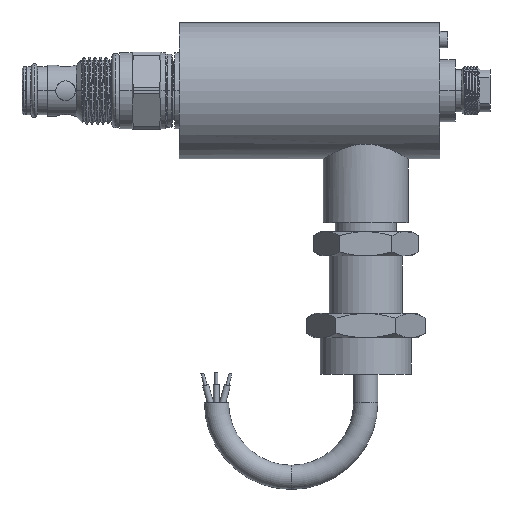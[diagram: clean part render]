
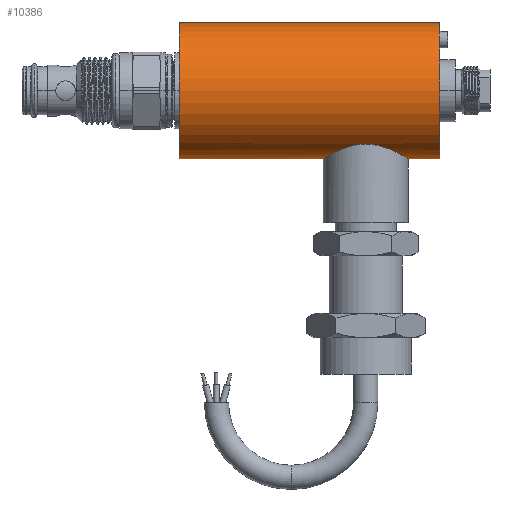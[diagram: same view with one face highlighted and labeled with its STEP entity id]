
A CAD part, front view. The second image highlights one B-rep face of the part: STEP entity #10386.
In plain terms, the highlighted cylindrical face has radius 22.5 mm (diameter 45 mm), a partial arc.
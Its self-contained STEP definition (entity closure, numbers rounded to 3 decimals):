
#59 = EDGE_LOOP ( 'NONE', ( #6867, #8627, #1704, #2042, #1533, #3819 ) ) ;
#223 = DIRECTION ( 'NONE',  ( 0., 0., -1. ) ) ;
#381 = CARTESIAN_POINT ( 'NONE',  ( 112.144, -4.6, -22.042 ) ) ;
#429 = CARTESIAN_POINT ( 'NONE',  ( 88.379, -9.293, -20.503 ) ) ;
#444 = VERTEX_POINT ( 'NONE', #781 ) ;
#473 = CARTESIAN_POINT ( 'NONE',  ( 85.658, -4.603, -22.029 ) ) ;
#548 = CARTESIAN_POINT ( 'NONE',  ( 95.173, -13.506, -17.996 ) ) ;
#622 = DIRECTION ( 'NONE',  ( 0., 0., -1. ) ) ;
#781 = CARTESIAN_POINT ( 'NONE',  ( 37.388, 0., -22.5 ) ) ;
#1025 = VECTOR ( 'NONE', #8030, 1000. ) ;
#1190 = CIRCLE ( 'NONE', #4320, 22.5 ) ;
#1365 = CARTESIAN_POINT ( 'NONE',  ( 97.931, -13.975, -17.634 ) ) ;
#1439 = CARTESIAN_POINT ( 'NONE',  ( 104.746, -12.724, -18.558 ) ) ;
#1477 = CARTESIAN_POINT ( 'NONE',  ( 98.409, -14., -17.614 ) ) ;
#1514 = CARTESIAN_POINT ( 'NONE',  ( 103.477, -13.235, -18.197 ) ) ;
#1533 = ORIENTED_EDGE ( 'NONE', *, *, #6970, .T. ) ;
#1704 = ORIENTED_EDGE ( 'NONE', *, *, #7932, .T. ) ;
#2042 = ORIENTED_EDGE ( 'NONE', *, *, #9509, .T. ) ;
#2200 = FACE_OUTER_BOUND ( 'NONE', #59, .T. ) ;
#2368 = CARTESIAN_POINT ( 'NONE',  ( 86.789, -7.102, -21.365 ) ) ;
#2412 = CARTESIAN_POINT ( 'NONE',  ( 92.602, -12.542, -18.685 ) ) ;
#2441 = CARTESIAN_POINT ( 'NONE',  ( 37.388, 0., 0. ) ) ;
#2475 = DIRECTION ( 'NONE',  ( 0., 0., 1. ) ) ;
#2484 = CARTESIAN_POINT ( 'NONE',  ( 107.452, -11.111, -19.574 ) ) ;
#2503 = LINE ( 'NONE', #5092, #7997 ) ;
#2522 = DIRECTION ( 'NONE',  ( 1., 0., 0. ) ) ;
#2993 = DIRECTION ( 'NONE',  ( 1., 0., 0. ) ) ;
#3271 = CARTESIAN_POINT ( 'NONE',  ( 110.232, -8.218, -20.949 ) ) ;
#3362 = CARTESIAN_POINT ( 'NONE',  ( 84.888, -0.953, -22.5 ) ) ;
#3639 = B_SPLINE_CURVE_WITH_KNOTS ( 'NONE', 3,
 ( #5377, #3362, #10168, #6235, #12136, #473, #7292, #12053, #2368, #12210, #429, #9197, #4313, #9283, #6350, #9161, #2412, #10209, #10085, #548, #8254, #4272, #7329, #1365, #1477, #8211, #11059, #11102, #12097, #1514, #6192, #1439, #7257, #11186, #8333, #2484, #7213, #4354, #5263, #11141, #3271, #9241, #5221, #381, #5308, #8291, #5340, #12176, #6310, #8166 ),
 .UNSPECIFIED., .F., .F.,
 ( 4, 2, 2, 2, 2, 2, 2, 2, 2, 2, 2, 2, 2, 2, 2, 2, 2, 2, 2, 2, 2, 2, 2, 2, 4 ),
 ( 0., 0.003, 0.004, 0.006, 0.008, 0.011, 0.013, 0.014, 0.017, 0.018, 0.02, 0.021, 0.023, 0.025, 0.027, 0.028, 0.03, 0.031, 0.034, 0.035, 0.037, 0.039, 0.042, 0.044, 0.045 ),
 .UNSPECIFIED. ) ;
#3797 = CARTESIAN_POINT ( 'NONE',  ( 123.388, 0., 22.5 ) ) ;
#3819 = ORIENTED_EDGE ( 'NONE', *, *, #5657, .F. ) ;
#4035 = VERTEX_POINT ( 'NONE', #9804 ) ;
#4272 = CARTESIAN_POINT ( 'NONE',  ( 96.534, -13.809, -17.765 ) ) ;
#4313 = CARTESIAN_POINT ( 'NONE',  ( 89.654, -10.532, -19.885 ) ) ;
#4320 = AXIS2_PLACEMENT_3D ( 'NONE', #7456, #2522, #622 ) ;
#4354 = CARTESIAN_POINT ( 'NONE',  ( 109.09, -9.598, -20.353 ) ) ;
#4421 = DIRECTION ( 'NONE',  ( -1., 0., 0. ) ) ;
#5076 = CYLINDRICAL_SURFACE ( 'NONE', #11567, 22.5 ) ;
#5092 = CARTESIAN_POINT ( 'NONE',  ( 37.388, 0., -22.5 ) ) ;
#5221 = CARTESIAN_POINT ( 'NONE',  ( 111.42, -6.311, -21.615 ) ) ;
#5263 = CARTESIAN_POINT ( 'NONE',  ( 109.394, -9.265, -20.507 ) ) ;
#5308 = CARTESIAN_POINT ( 'NONE',  ( 112.418, -3.717, -22.21 ) ) ;
#5340 = CARTESIAN_POINT ( 'NONE',  ( 112.768, -1.891, -22.425 ) ) ;
#5377 = CARTESIAN_POINT ( 'NONE',  ( 84.888, 0., -22.5 ) ) ;
#5657 = EDGE_CURVE ( 'NONE', #11165, #10541, #1190, .T. ) ;
#6027 = CARTESIAN_POINT ( 'NONE',  ( 37.388, 0., 0. ) ) ;
#6192 = CARTESIAN_POINT ( 'NONE',  ( 103.907, -13.077, -18.311 ) ) ;
#6235 = CARTESIAN_POINT ( 'NONE',  ( 85.264, -3.256, -22.268 ) ) ;
#6308 = VECTOR ( 'NONE', #10517, 1000. ) ;
#6310 = CARTESIAN_POINT ( 'NONE',  ( 112.888, -0.473, -22.5 ) ) ;
#6350 = CARTESIAN_POINT ( 'NONE',  ( 90.706, -11.369, -19.419 ) ) ;
#6466 = CIRCLE ( 'NONE', #10325, 22.5 ) ;
#6867 = ORIENTED_EDGE ( 'NONE', *, *, #8851, .F. ) ;
#6970 = EDGE_CURVE ( 'NONE', #9458, #10541, #10161, .T. ) ;
#7213 = CARTESIAN_POINT ( 'NONE',  ( 108.138, -10.547, -19.887 ) ) ;
#7257 = CARTESIAN_POINT ( 'NONE',  ( 105.155, -12.527, -18.692 ) ) ;
#7292 = CARTESIAN_POINT ( 'NONE',  ( 85.818, -5.038, -21.933 ) ) ;
#7329 = CARTESIAN_POINT ( 'NONE',  ( 96.996, -13.879, -17.709 ) ) ;
#7456 = CARTESIAN_POINT ( 'NONE',  ( 123.388, 0., 0. ) ) ;
#7696 = EDGE_CURVE ( 'NONE', #444, #7806, #6466, .T. ) ;
#7806 = VERTEX_POINT ( 'NONE', #11447 ) ;
#7932 = EDGE_CURVE ( 'NONE', #444, #4035, #2503, .T. ) ;
#7997 = VECTOR ( 'NONE', #9961, 1000. ) ;
#8030 = DIRECTION ( 'NONE',  ( 1., 0., 0. ) ) ;
#8166 = CARTESIAN_POINT ( 'NONE',  ( 112.888, 0., -22.5 ) ) ;
#8211 = CARTESIAN_POINT ( 'NONE',  ( 99.832, -14., -17.614 ) ) ;
#8254 = CARTESIAN_POINT ( 'NONE',  ( 95.623, -13.622, -17.908 ) ) ;
#8291 = CARTESIAN_POINT ( 'NONE',  ( 112.697, -2.352, -22.381 ) ) ;
#8333 = CARTESIAN_POINT ( 'NONE',  ( 106.339, -11.861, -19.122 ) ) ;
#8627 = ORIENTED_EDGE ( 'NONE', *, *, #7696, .F. ) ;
#8851 = EDGE_CURVE ( 'NONE', #7806, #11165, #8914, .T. ) ;
#8914 = LINE ( 'NONE', #10430, #6308 ) ;
#9062 = CARTESIAN_POINT ( 'NONE',  ( 112.888, 0., -22.5 ) ) ;
#9161 = CARTESIAN_POINT ( 'NONE',  ( 91.817, -12.116, -18.968 ) ) ;
#9197 = CARTESIAN_POINT ( 'NONE',  ( 89.324, -10.233, -20.041 ) ) ;
#9241 = CARTESIAN_POINT ( 'NONE',  ( 110.985, -7.105, -21.363 ) ) ;
#9283 = CARTESIAN_POINT ( 'NONE',  ( 90.345, -11.1, -19.574 ) ) ;
#9458 = VERTEX_POINT ( 'NONE', #9062 ) ;
#9509 = EDGE_CURVE ( 'NONE', #4035, #9458, #3639, .T. ) ;
#9804 = CARTESIAN_POINT ( 'NONE',  ( 84.888, 0., -22.5 ) ) ;
#9961 = DIRECTION ( 'NONE',  ( 1., 0., 0. ) ) ;
#10085 = CARTESIAN_POINT ( 'NONE',  ( 94.285, -13.23, -18.2 ) ) ;
#10161 = LINE ( 'NONE', #11875, #1025 ) ;
#10168 = CARTESIAN_POINT ( 'NONE',  ( 84.985, -1.886, -22.44 ) ) ;
#10209 = CARTESIAN_POINT ( 'NONE',  ( 93.854, -13.071, -18.315 ) ) ;
#10325 = AXIS2_PLACEMENT_3D ( 'NONE', #2441, #4421, #2475 ) ;
#10386 = ADVANCED_FACE ( 'NONE', ( #2200 ), #5076, .T. ) ;
#10430 = CARTESIAN_POINT ( 'NONE',  ( 37.388, 0., 22.5 ) ) ;
#10517 = DIRECTION ( 'NONE',  ( 1., 0., 0. ) ) ;
#10541 = VERTEX_POINT ( 'NONE', #11933 ) ;
#11059 = CARTESIAN_POINT ( 'NONE',  ( 100.764, -13.905, -17.69 ) ) ;
#11102 = CARTESIAN_POINT ( 'NONE',  ( 102.138, -13.626, -17.906 ) ) ;
#11141 = CARTESIAN_POINT ( 'NONE',  ( 109.964, -8.575, -20.805 ) ) ;
#11165 = VERTEX_POINT ( 'NONE', #3797 ) ;
#11186 = CARTESIAN_POINT ( 'NONE',  ( 105.953, -12.095, -18.974 ) ) ;
#11447 = CARTESIAN_POINT ( 'NONE',  ( 37.388, 0., 22.5 ) ) ;
#11567 = AXIS2_PLACEMENT_3D ( 'NONE', #6027, #2993, #223 ) ;
#11875 = CARTESIAN_POINT ( 'NONE',  ( 37.388, 0., -22.5 ) ) ;
#11933 = CARTESIAN_POINT ( 'NONE',  ( 123.388, 0., -22.5 ) ) ;
#12053 = CARTESIAN_POINT ( 'NONE',  ( 86.355, -6.305, -21.616 ) ) ;
#12097 = CARTESIAN_POINT ( 'NONE',  ( 102.594, -13.509, -17.994 ) ) ;
#12136 = CARTESIAN_POINT ( 'NONE',  ( 85.38, -3.708, -22.197 ) ) ;
#12176 = CARTESIAN_POINT ( 'NONE',  ( 112.864, -0.952, -22.485 ) ) ;
#12210 = CARTESIAN_POINT ( 'NONE',  ( 87.808, -8.606, -20.805 ) ) ;
